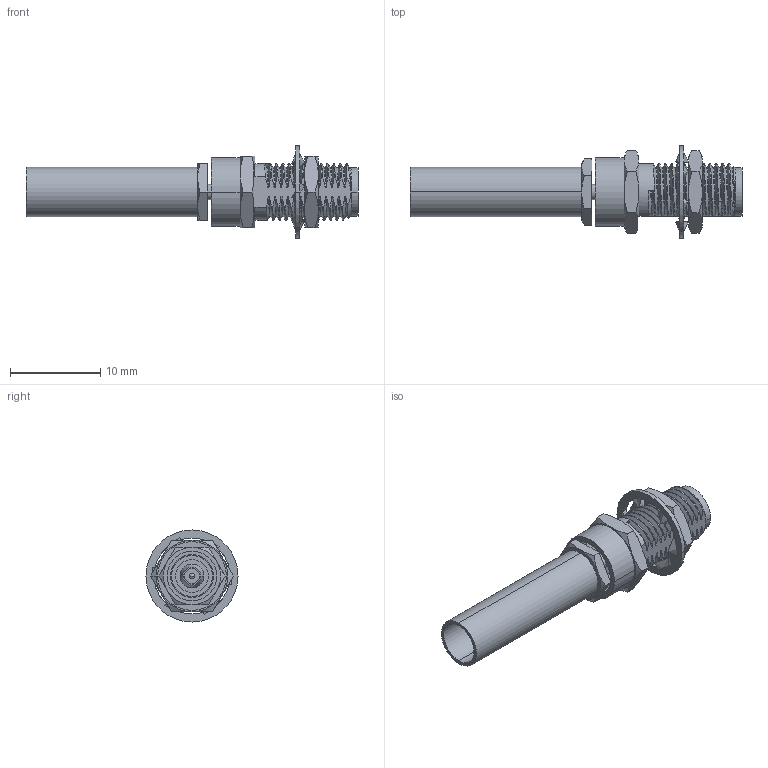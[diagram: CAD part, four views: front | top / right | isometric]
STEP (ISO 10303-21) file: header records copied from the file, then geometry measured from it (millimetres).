
FILE_DESCRIPTION((''),'2;1');
FILE_NAME('901-9610-12SFF','2013-12-20T',('Mohan'),(''),'PRO/ENGINEER BY PARAMETRIC TECHNOLOGY CORPORATION, 2010100','PRO/ENGINEER BY PARAMETRIC TECHNOLOGY CORPORATION, 2010100','');
FILE_SCHEMA(('CONFIG_CONTROL_DESIGN'));
Length unit declared in the file: millimetre
Products named in the file (1): 901-9610-12SFF
Bounding box: 36.83 x 10.21 x 10.21 mm (x, y, z)
Surface area: 1612.2 mm2 (no closed solid volume)
Topology: 0 solids, 10 shells, 187 faces, 573 edges, 385 vertices
Faces by surface type: bspline 68, cone 43, cylinder 39, plane 37
Entity records: 20047 total; most frequent: CARTESIAN_POINT 15519, ORIENTED_EDGE 1017, DIRECTION 700, EDGE_CURVE 571, VERTEX_POINT 385, AXIS2_PLACEMENT_3D 246, B_SPLINE_CURVE_WITH_KNOTS 236, VECTOR 208
